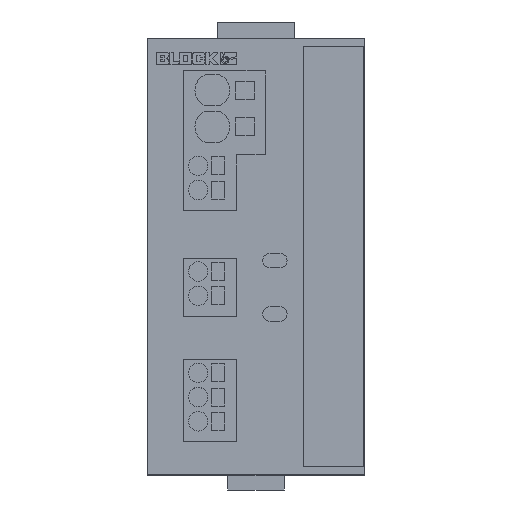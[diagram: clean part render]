
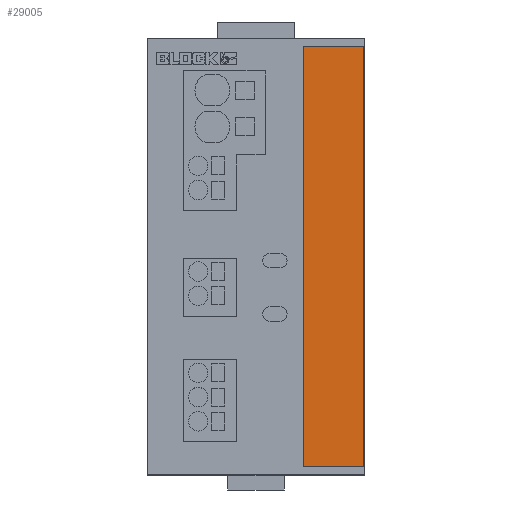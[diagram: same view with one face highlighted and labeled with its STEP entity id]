
A CAD part, top view. The second image highlights one B-rep face of the part: STEP entity #29005.
In plain terms, the highlighted planar face has unit normal (0, 0, 1).
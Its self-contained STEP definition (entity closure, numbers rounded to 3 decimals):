
#536 = EDGE_CURVE ( 'NONE', #1055, #3138, #22896, .T. ) ;
#1055 = VERTEX_POINT ( 'NONE', #6948 ) ;
#1479 = EDGE_CURVE ( 'NONE', #3138, #20572, #9164, .T. ) ;
#2344 = DIRECTION ( 'NONE',  ( 0., 1., 0. ) ) ;
#2905 = CARTESIAN_POINT ( 'NONE',  ( 9.7, 43.378, 0.64 ) ) ;
#3138 = VERTEX_POINT ( 'NONE', #21724 ) ;
#5696 = CARTESIAN_POINT ( 'NONE',  ( 22.2, -43.378, 0.64 ) ) ;
#6384 = CARTESIAN_POINT ( 'NONE',  ( 22.2, -43.378, 0.64 ) ) ;
#6948 = CARTESIAN_POINT ( 'NONE',  ( 22.2, -43.378, 0.64 ) ) ;
#7206 = DIRECTION ( 'NONE',  ( 0., 0., 1. ) ) ;
#8960 = CARTESIAN_POINT ( 'NONE',  ( 9.7, -43.378, 0.64 ) ) ;
#9164 = LINE ( 'NONE', #16505, #22078 ) ;
#9607 = PLANE ( 'NONE',  #12633 ) ;
#10809 = ORIENTED_EDGE ( 'NONE', *, *, #536, .T. ) ;
#11994 = LINE ( 'NONE', #5696, #22560 ) ;
#12633 = AXIS2_PLACEMENT_3D ( 'NONE', #27766, #7206, #16359 ) ;
#14841 = DIRECTION ( 'NONE',  ( 1., 0., 0. ) ) ;
#16359 = DIRECTION ( 'NONE',  ( 1., 0., 0. ) ) ;
#16505 = CARTESIAN_POINT ( 'NONE',  ( 9.7, 43.378, 0.64 ) ) ;
#17224 = ORIENTED_EDGE ( 'NONE', *, *, #27843, .T. ) ;
#18032 = EDGE_LOOP ( 'NONE', ( #25288, #26807, #17224, #10809 ) ) ;
#19357 = CARTESIAN_POINT ( 'NONE',  ( 9.7, -43.378, 0.64 ) ) ;
#19506 = LINE ( 'NONE', #19357, #27769 ) ;
#20572 = VERTEX_POINT ( 'NONE', #2905 ) ;
#20859 = FACE_OUTER_BOUND ( 'NONE', #18032, .T. ) ;
#20861 = DIRECTION ( 'NONE',  ( -1., 0., 0. ) ) ;
#21098 = VECTOR ( 'NONE', #2344, 1000. ) ;
#21724 = CARTESIAN_POINT ( 'NONE',  ( 22.2, 43.378, 0.64 ) ) ;
#21735 = VERTEX_POINT ( 'NONE', #8960 ) ;
#22078 = VECTOR ( 'NONE', #20861, 1000. ) ;
#22560 = VECTOR ( 'NONE', #14841, 1000. ) ;
#22896 = LINE ( 'NONE', #6384, #21098 ) ;
#25288 = ORIENTED_EDGE ( 'NONE', *, *, #1479, .T. ) ;
#25948 = EDGE_CURVE ( 'NONE', #20572, #21735, #19506, .T. ) ;
#26807 = ORIENTED_EDGE ( 'NONE', *, *, #25948, .T. ) ;
#27766 = CARTESIAN_POINT ( 'NONE',  ( 0., 0., 0.64 ) ) ;
#27769 = VECTOR ( 'NONE', #28665, 1000. ) ;
#27843 = EDGE_CURVE ( 'NONE', #21735, #1055, #11994, .T. ) ;
#28665 = DIRECTION ( 'NONE',  ( 0., -1., 0. ) ) ;
#29005 = ADVANCED_FACE ( 'NONE', ( #20859 ), #9607, .T. ) ;
